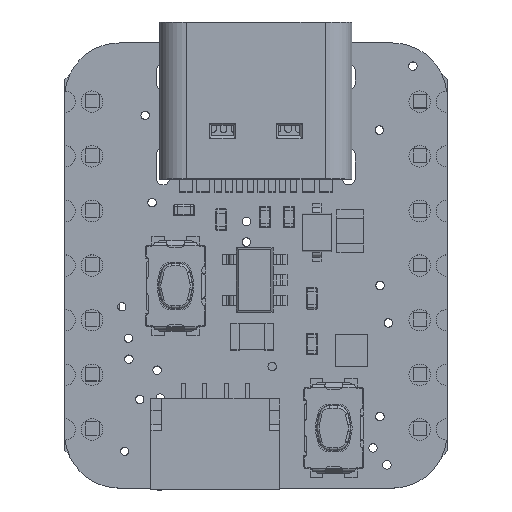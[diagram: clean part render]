
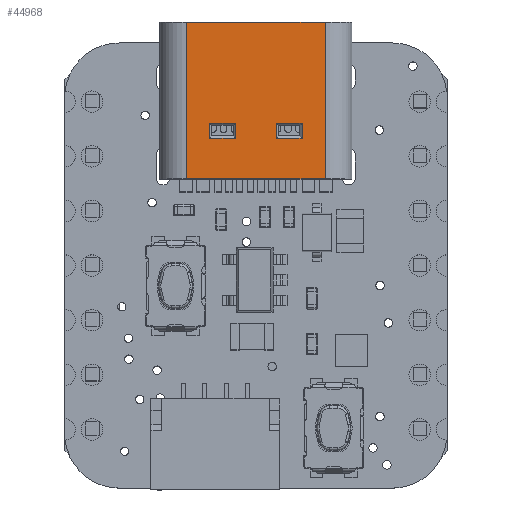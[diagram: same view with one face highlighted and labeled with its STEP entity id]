
A CAD part, top view. The second image highlights one B-rep face of the part: STEP entity #44968.
In plain terms, the highlighted planar face has unit normal (0, 0, 1).
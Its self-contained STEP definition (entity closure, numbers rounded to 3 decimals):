
#581=FACE_BOUND('',#7101,.T.);
#582=FACE_BOUND('',#7102,.T.);
#4419=FACE_OUTER_BOUND('',#7100,.T.);
#7100=EDGE_LOOP('',(#35149,#35150,#35151,#35152));
#7101=EDGE_LOOP('',(#35153,#35154,#35155,#35156));
#7102=EDGE_LOOP('',(#35157,#35158,#35159,#35160));
#10767=LINE('',#70741,#15499);
#10782=LINE('',#70807,#15514);
#10783=LINE('',#70809,#15515);
#10784=LINE('',#70810,#15516);
#10785=LINE('',#70813,#15517);
#10786=LINE('',#70815,#15518);
#10787=LINE('',#70817,#15519);
#10788=LINE('',#70818,#15520);
#10789=LINE('',#70821,#15521);
#10790=LINE('',#70823,#15522);
#10791=LINE('',#70825,#15523);
#10792=LINE('',#70826,#15524);
#15499=VECTOR('',#58094,6.44);
#15514=VECTOR('',#58167,7.3);
#15515=VECTOR('',#58168,6.44);
#15516=VECTOR('',#58169,7.3);
#15517=VECTOR('',#58170,1.2);
#15518=VECTOR('',#58171,0.7);
#15519=VECTOR('',#58172,1.2);
#15520=VECTOR('',#58173,0.7);
#15521=VECTOR('',#58174,1.2);
#15522=VECTOR('',#58175,0.7);
#15523=VECTOR('',#58176,1.2);
#15524=VECTOR('',#58177,0.7);
#19958=VERTEX_POINT('',#70738);
#19959=VERTEX_POINT('',#70740);
#19981=VERTEX_POINT('',#70806);
#19982=VERTEX_POINT('',#70808);
#19983=VERTEX_POINT('',#70811);
#19984=VERTEX_POINT('',#70812);
#19985=VERTEX_POINT('',#70814);
#19986=VERTEX_POINT('',#70816);
#19987=VERTEX_POINT('',#70819);
#19988=VERTEX_POINT('',#70820);
#19989=VERTEX_POINT('',#70822);
#19990=VERTEX_POINT('',#70824);
#25311=EDGE_CURVE('',#19959,#19958,#10767,.T.);
#25347=EDGE_CURVE('',#19958,#19981,#10782,.F.);
#25348=EDGE_CURVE('',#19982,#19981,#10783,.T.);
#25349=EDGE_CURVE('',#19982,#19959,#10784,.T.);
#25350=EDGE_CURVE('',#19983,#19984,#10785,.T.);
#25351=EDGE_CURVE('',#19984,#19985,#10786,.T.);
#25352=EDGE_CURVE('',#19985,#19986,#10787,.T.);
#25353=EDGE_CURVE('',#19986,#19983,#10788,.T.);
#25354=EDGE_CURVE('',#19987,#19988,#10789,.T.);
#25355=EDGE_CURVE('',#19988,#19989,#10790,.T.);
#25356=EDGE_CURVE('',#19989,#19990,#10791,.T.);
#25357=EDGE_CURVE('',#19990,#19987,#10792,.T.);
#35149=ORIENTED_EDGE('',*,*,#25311,.T.);
#35150=ORIENTED_EDGE('',*,*,#25347,.T.);
#35151=ORIENTED_EDGE('',*,*,#25348,.F.);
#35152=ORIENTED_EDGE('',*,*,#25349,.T.);
#35153=ORIENTED_EDGE('',*,*,#25350,.T.);
#35154=ORIENTED_EDGE('',*,*,#25351,.T.);
#35155=ORIENTED_EDGE('',*,*,#25352,.T.);
#35156=ORIENTED_EDGE('',*,*,#25353,.T.);
#35157=ORIENTED_EDGE('',*,*,#25354,.T.);
#35158=ORIENTED_EDGE('',*,*,#25355,.T.);
#35159=ORIENTED_EDGE('',*,*,#25356,.T.);
#35160=ORIENTED_EDGE('',*,*,#25357,.T.);
#41617=PLANE('',#48918);
#44968=ADVANCED_FACE('',(#4419,#581,#582),#41617,.F.);
#48918=AXIS2_PLACEMENT_3D('',#70805,#58165,#58166);
#58094=DIRECTION('',(1.,0.,0.));
#58165=DIRECTION('center_axis',(0.,0.,
-1.));
#58166=DIRECTION('ref_axis',(-1.,0.,0.));
#58167=DIRECTION('',(0.,-1.,0.));
#58168=DIRECTION('',(1.,0.,0.));
#58169=DIRECTION('',(0.,-1.,0.));
#58170=DIRECTION('',(-1.,0.,0.));
#58171=DIRECTION('',(0.,1.,0.));
#58172=DIRECTION('',(1.,0.,0.));
#58173=DIRECTION('',(0.,-1.,0.));
#58174=DIRECTION('',(-1.,0.,0.));
#58175=DIRECTION('',(0.,1.,0.));
#58176=DIRECTION('',(1.,0.,0.));
#58177=DIRECTION('',(0.,-1.,0.));
#70738=CARTESIAN_POINT('',(12.11,14.37,4.77));
#70740=CARTESIAN_POINT('',(5.67,14.37,4.77));
#70741=CARTESIAN_POINT('',(5.67,14.37,4.77));
#70805=CARTESIAN_POINT('Origin',(13.36,21.67,4.77));
#70806=CARTESIAN_POINT('',(12.11,21.67,4.77));
#70807=CARTESIAN_POINT('',(12.11,21.67,4.77));
#70808=CARTESIAN_POINT('',(5.67,21.67,4.77));
#70809=CARTESIAN_POINT('',(5.67,21.67,4.77));
#70810=CARTESIAN_POINT('',(5.67,21.67,4.77));
#70811=CARTESIAN_POINT('',(11.04,16.27,4.77));
#70812=CARTESIAN_POINT('',(9.84,16.27,4.77));
#70813=CARTESIAN_POINT('',(11.04,16.27,4.77));
#70814=CARTESIAN_POINT('',(9.84,16.97,4.77));
#70815=CARTESIAN_POINT('',(9.84,16.27,4.77));
#70816=CARTESIAN_POINT('',(11.04,16.97,4.77));
#70817=CARTESIAN_POINT('',(9.84,16.97,4.77));
#70818=CARTESIAN_POINT('',(11.04,16.97,4.77));
#70819=CARTESIAN_POINT('',(7.94,16.27,4.77));
#70820=CARTESIAN_POINT('',(6.74,16.27,4.77));
#70821=CARTESIAN_POINT('',(7.94,16.27,4.77));
#70822=CARTESIAN_POINT('',(6.74,16.97,4.77));
#70823=CARTESIAN_POINT('',(6.74,16.27,4.77));
#70824=CARTESIAN_POINT('',(7.94,16.97,4.77));
#70825=CARTESIAN_POINT('',(6.74,16.97,4.77));
#70826=CARTESIAN_POINT('',(7.94,16.97,4.77));
